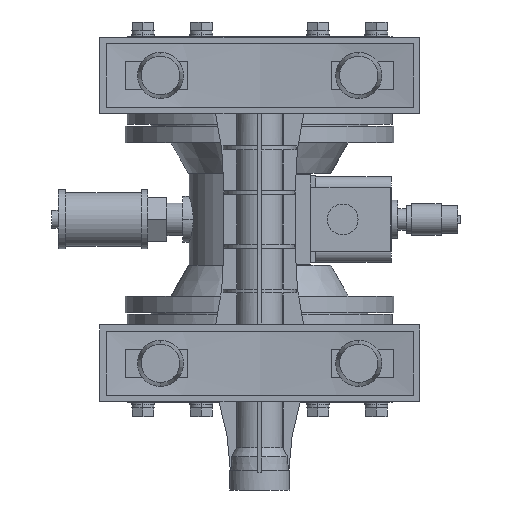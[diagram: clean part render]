
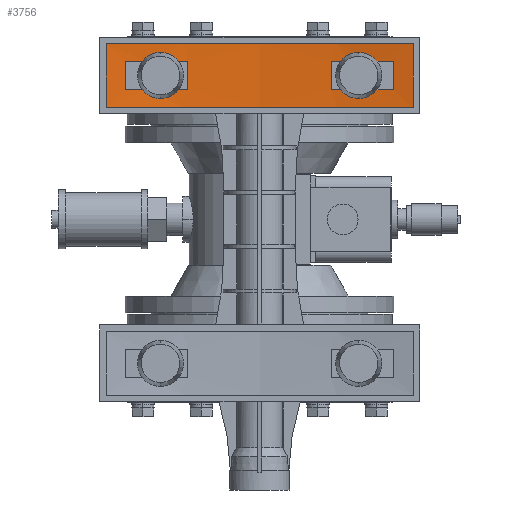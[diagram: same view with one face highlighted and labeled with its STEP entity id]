
A CAD part, front view. The second image highlights one B-rep face of the part: STEP entity #3756.
In plain terms, the highlighted cylindrical face has radius 615 mm (diameter 1230 mm), a partial arc.
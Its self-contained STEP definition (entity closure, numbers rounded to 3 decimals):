
#2838 = ORIENTED_EDGE ( 'NONE', *, *, #3804, .F. ) ;
#3624 = VERTEX_POINT ( 'NONE', #20269 ) ;
#3632 = EDGE_CURVE ( 'NONE', #3624, #3633, #20255, .T. ) ;
#3633 = VERTEX_POINT ( 'NONE', #20250 ) ;
#3662 = EDGE_CURVE ( 'NONE', #3688, #3663, #20329, .T. ) ;
#3663 = VERTEX_POINT ( 'NONE', #20325 ) ;
#3671 = EDGE_CURVE ( 'NONE', #3663, #3672, #20314, .T. ) ;
#3672 = VERTEX_POINT ( 'NONE', #20374 ) ;
#3681 = EDGE_CURVE ( 'NONE', #3698, #3702, #20367, .T. ) ;
#3688 = VERTEX_POINT ( 'NONE', #20348 ) ;
#3697 = EDGE_CURVE ( 'NONE', #3698, #3633, #20403, .T. ) ;
#3698 = VERTEX_POINT ( 'NONE', #20399 ) ;
#3702 = VERTEX_POINT ( 'NONE', #20394 ) ;
#3704 = EDGE_CURVE ( 'NONE', #3702, #3624, #20393, .T. ) ;
#3722 = EDGE_CURVE ( 'NONE', #3738, #3688, #20433, .T. ) ;
#3737 = EDGE_CURVE ( 'NONE', #3738, #3672, #20471, .T. ) ;
#3738 = VERTEX_POINT ( 'NONE', #20467 ) ;
#3744 = EDGE_CURVE ( 'NONE', #3745, #3746, #20456, .T. ) ;
#3745 = VERTEX_POINT ( 'NONE', #20451 ) ;
#3746 = VERTEX_POINT ( 'NONE', #20450 ) ;
#3756 = ADVANCED_FACE ( 'NONE', ( #20500, #20499, #20498 ), #20497, .F. ) ;
#3757 = EDGE_LOOP ( 'NONE', ( #3758, #3759, #3819, #3820 ) ) ;
#3758 = ORIENTED_EDGE ( 'NONE', *, *, #3722, .F. ) ;
#3759 = ORIENTED_EDGE ( 'NONE', *, *, #3737, .T. ) ;
#3804 = EDGE_CURVE ( 'NONE', #3805, #3745, #20570, .T. ) ;
#3805 = VERTEX_POINT ( 'NONE', #20566 ) ;
#3806 = ORIENTED_EDGE ( 'NONE', *, *, #3807, .F. ) ;
#3807 = EDGE_CURVE ( 'NONE', #3808, #3805, #20565, .T. ) ;
#3808 = VERTEX_POINT ( 'NONE', #20560 ) ;
#3809 = ORIENTED_EDGE ( 'NONE', *, *, #3810, .T. ) ;
#3810 = EDGE_CURVE ( 'NONE', #3808, #3746, #20559, .T. ) ;
#3819 = ORIENTED_EDGE ( 'NONE', *, *, #3671, .F. ) ;
#3820 = ORIENTED_EDGE ( 'NONE', *, *, #3662, .F. ) ;
#3821 = EDGE_LOOP ( 'NONE', ( #3822, #3823, #3824, #3825 ) ) ;
#3822 = ORIENTED_EDGE ( 'NONE', *, *, #3681, .F. ) ;
#3823 = ORIENTED_EDGE ( 'NONE', *, *, #3697, .T. ) ;
#3824 = ORIENTED_EDGE ( 'NONE', *, *, #3632, .F. ) ;
#3825 = ORIENTED_EDGE ( 'NONE', *, *, #3704, .F. ) ;
#3826 = EDGE_LOOP ( 'NONE', ( #3827, #2838, #3806, #3809 ) ) ;
#3827 = ORIENTED_EDGE ( 'NONE', *, *, #3744, .F. ) ;
#20250 = CARTESIAN_POINT ( 'NONE',  ( -104.828, -201.059, 123.5 ) ) ;
#20251 = DIRECTION ( 'NONE',  ( -1., 0., 0. ) ) ;
#20252 = DIRECTION ( 'NONE',  ( 0., 0., 1. ) ) ;
#20253 = CARTESIAN_POINT ( 'NONE',  ( 0., -807.059, 123.5 ) ) ;
#20254 = AXIS2_PLACEMENT_3D ( 'NONE', #20253, #20252, #20251 ) ;
#20255 = CIRCLE ( 'NONE', #20254, 615. ) ;
#20269 = CARTESIAN_POINT ( 'NONE',  ( -56., -194.614, 123.5 ) ) ;
#20312 = CARTESIAN_POINT ( 'NONE',  ( 0., -807.059, 101.5 ) ) ;
#20313 = AXIS2_PLACEMENT_3D ( 'NONE', #20312, #20376, #20375 ) ;
#20314 = CIRCLE ( 'NONE', #20313, 615. ) ;
#20325 = CARTESIAN_POINT ( 'NONE',  ( 56., -194.614, 101.5 ) ) ;
#20326 = DIRECTION ( 'NONE',  ( 0., 0., -1. ) ) ;
#20327 = VECTOR ( 'NONE', #20326, 1000. ) ;
#20328 = CARTESIAN_POINT ( 'NONE',  ( 56., -194.614, 142.5 ) ) ;
#20329 = LINE ( 'NONE', #20328, #20327 ) ;
#20348 = CARTESIAN_POINT ( 'NONE',  ( 56., -194.614, 123.5 ) ) ;
#20363 = DIRECTION ( 'NONE',  ( 1., 0., 0. ) ) ;
#20364 = DIRECTION ( 'NONE',  ( 0., 0., -1. ) ) ;
#20365 = CARTESIAN_POINT ( 'NONE',  ( 0., -807.059, 101.5 ) ) ;
#20366 = AXIS2_PLACEMENT_3D ( 'NONE', #20365, #20364, #20363 ) ;
#20367 = CIRCLE ( 'NONE', #20366, 615. ) ;
#20374 = CARTESIAN_POINT ( 'NONE',  ( 104.828, -201.059, 101.5 ) ) ;
#20375 = DIRECTION ( 'NONE',  ( 1., 0., 0. ) ) ;
#20376 = DIRECTION ( 'NONE',  ( 0., 0., -1. ) ) ;
#20390 = DIRECTION ( 'NONE',  ( 0., 0., 1. ) ) ;
#20391 = VECTOR ( 'NONE', #20390, 1000. ) ;
#20392 = CARTESIAN_POINT ( 'NONE',  ( -56., -194.614, 142.5 ) ) ;
#20393 = LINE ( 'NONE', #20392, #20391 ) ;
#20394 = CARTESIAN_POINT ( 'NONE',  ( -56., -194.614, 101.5 ) ) ;
#20399 = CARTESIAN_POINT ( 'NONE',  ( -104.828, -201.059, 101.5 ) ) ;
#20400 = DIRECTION ( 'NONE',  ( 0., 0., 1. ) ) ;
#20401 = VECTOR ( 'NONE', #20400, 1000. ) ;
#20402 = CARTESIAN_POINT ( 'NONE',  ( -104.828, -201.059, 142.5 ) ) ;
#20403 = LINE ( 'NONE', #20402, #20401 ) ;
#20424 = DIRECTION ( 'NONE',  ( -1., 0., 0. ) ) ;
#20426 = DIRECTION ( 'NONE',  ( 0., 0., 1. ) ) ;
#20427 = CARTESIAN_POINT ( 'NONE',  ( 0., -807.059, 123.5 ) ) ;
#20428 = AXIS2_PLACEMENT_3D ( 'NONE', #20427, #20426, #20424 ) ;
#20433 = CIRCLE ( 'NONE', #20428, 615. ) ;
#20450 = CARTESIAN_POINT ( 'NONE',  ( -120., -203.88, 87.5 ) ) ;
#20451 = CARTESIAN_POINT ( 'NONE',  ( 120., -203.88, 87.5 ) ) ;
#20452 = DIRECTION ( 'NONE',  ( -1., 0., 0. ) ) ;
#20453 = DIRECTION ( 'NONE',  ( 0., 0., 1. ) ) ;
#20454 = CARTESIAN_POINT ( 'NONE',  ( 0., -807.059, 87.5 ) ) ;
#20455 = AXIS2_PLACEMENT_3D ( 'NONE', #20454, #20453, #20452 ) ;
#20456 = CIRCLE ( 'NONE', #20455, 615. ) ;
#20467 = CARTESIAN_POINT ( 'NONE',  ( 104.828, -201.059, 123.5 ) ) ;
#20468 = DIRECTION ( 'NONE',  ( 0., 0., -1. ) ) ;
#20469 = VECTOR ( 'NONE', #20468, 1000. ) ;
#20470 = CARTESIAN_POINT ( 'NONE',  ( 104.828, -201.059, 142.5 ) ) ;
#20471 = LINE ( 'NONE', #20470, #20469 ) ;
#20493 = DIRECTION ( 'NONE',  ( -1., 0., 0. ) ) ;
#20494 = DIRECTION ( 'NONE',  ( 0., 0., -1. ) ) ;
#20495 = CARTESIAN_POINT ( 'NONE',  ( 0., -807.059, 142.5 ) ) ;
#20496 = AXIS2_PLACEMENT_3D ( 'NONE', #20495, #20494, #20493 ) ;
#20497 = CYLINDRICAL_SURFACE ( 'NONE', #20496, 615. ) ;
#20498 = FACE_OUTER_BOUND ( 'NONE', #3826, .T. ) ;
#20499 = FACE_BOUND ( 'NONE', #3821, .T. ) ;
#20500 = FACE_BOUND ( 'NONE', #3757, .T. ) ;
#20556 = DIRECTION ( 'NONE',  ( 0., 0., -1. ) ) ;
#20557 = VECTOR ( 'NONE', #20556, 1000. ) ;
#20558 = CARTESIAN_POINT ( 'NONE',  ( -120., -203.88, 142.5 ) ) ;
#20559 = LINE ( 'NONE', #20558, #20557 ) ;
#20560 = CARTESIAN_POINT ( 'NONE',  ( -120., -203.88, 137.5 ) ) ;
#20561 = DIRECTION ( 'NONE',  ( 1., 0., 0. ) ) ;
#20562 = DIRECTION ( 'NONE',  ( 0., 0., -1. ) ) ;
#20563 = CARTESIAN_POINT ( 'NONE',  ( 0., -807.059, 137.5 ) ) ;
#20564 = AXIS2_PLACEMENT_3D ( 'NONE', #20563, #20562, #20561 ) ;
#20565 = CIRCLE ( 'NONE', #20564, 615. ) ;
#20566 = CARTESIAN_POINT ( 'NONE',  ( 120., -203.88, 137.5 ) ) ;
#20567 = DIRECTION ( 'NONE',  ( 0., 0., -1. ) ) ;
#20568 = VECTOR ( 'NONE', #20567, 1000. ) ;
#20569 = CARTESIAN_POINT ( 'NONE',  ( 120., -203.88, 142.5 ) ) ;
#20570 = LINE ( 'NONE', #20569, #20568 ) ;
